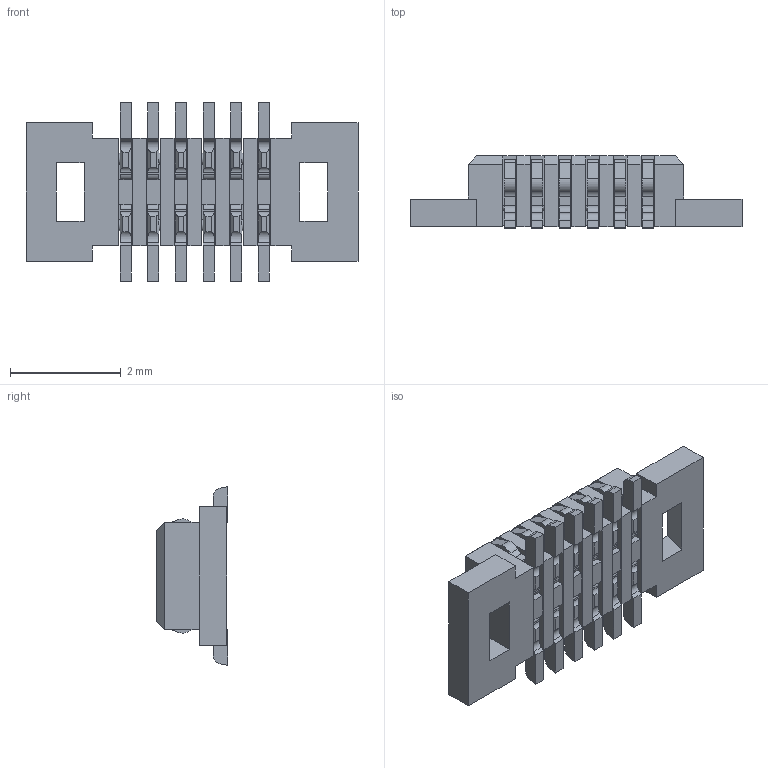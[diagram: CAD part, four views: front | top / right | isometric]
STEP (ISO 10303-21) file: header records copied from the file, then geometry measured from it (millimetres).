
FILE_DESCRIPTION((''),'2;1');
FILE_NAME('FBB05001-M_ASM','2026-02-04T18:23:49',('gongchengVV'),(''),'CREO PARAMETRIC BY PTC INC, 2020033','CREO PARAMETRIC BY PTC INC, 2020033','');
FILE_SCHEMA(('AUTOMOTIVE_DESIGN { 1 0 10303 214 1 1 1 1 }'));
Length unit declared in the file: millimetre
Products named in the file (1): FBB05001-M_ASM
Bounding box: 6 x 1.3 x 3.23 mm (x, y, z)
Volume: 11.3 mm3; surface area: 96.7 mm2
Topology: 1 solids, 1 shells, 544 faces, 1604 edges, 1060 vertices
Faces by surface type: plane 340, cylinder 204
Entity records: 18459 total; most frequent: CARTESIAN_POINT 3582, ORIENTED_EDGE 3208, DIRECTION 3028, EDGE_CURVE 1604, VECTOR 1124, LINE 1124, VERTEX_POINT 1060, AXIS2_PLACEMENT_3D 952
